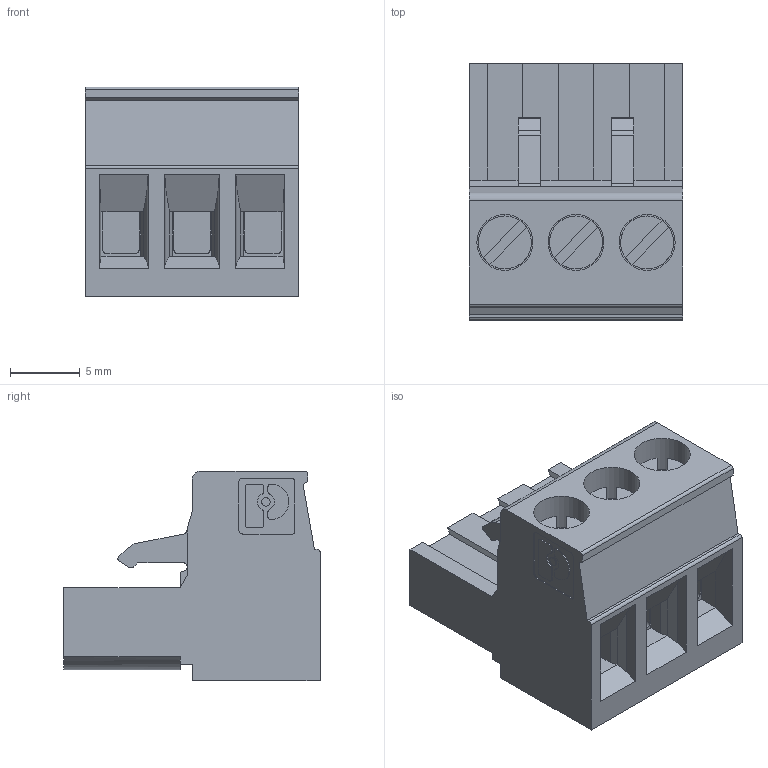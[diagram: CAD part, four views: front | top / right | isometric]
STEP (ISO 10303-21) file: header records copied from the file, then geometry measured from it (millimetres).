
FILE_DESCRIPTION (( 'STEP AP214' ), '1' );
FILE_NAME ('160676.STEP', '2021-03-02T17:02:49', ( '' ), ( '' ), 'SwSTEP 2.0', 'SolidWorks 2019', '' );
FILE_SCHEMA (( 'AUTOMOTIVE_DESIGN' ));
Length unit declared in the file: inch
Products named in the file (1): 160676
Bounding box: 15.24 x 18.3 x 15 mm (x, y, z)
Volume: 2495.1 mm3; surface area: 1901.2 mm2
Topology: 1 solids, 1 shells, 215 faces, 549 edges, 355 vertices
Faces by surface type: plane 160, cylinder 55
Full cylindrical faces by diameter (mm): 0.609 x1, 1.4 x3, 2.8 x3, 3.783 x3, 4 x3
Entity records: 6389 total; most frequent: CARTESIAN_POINT 1102, DIRECTION 1093, ORIENTED_EDGE 1064, EDGE_CURVE 532, VECTOR 401, LINE 401, VERTEX_POINT 351, AXIS2_PLACEMENT_3D 346
